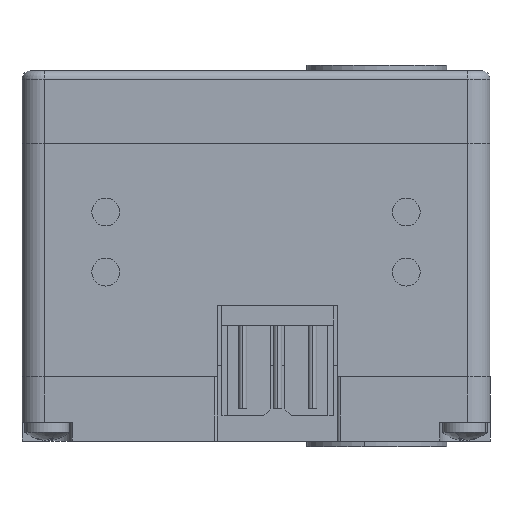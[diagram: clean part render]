
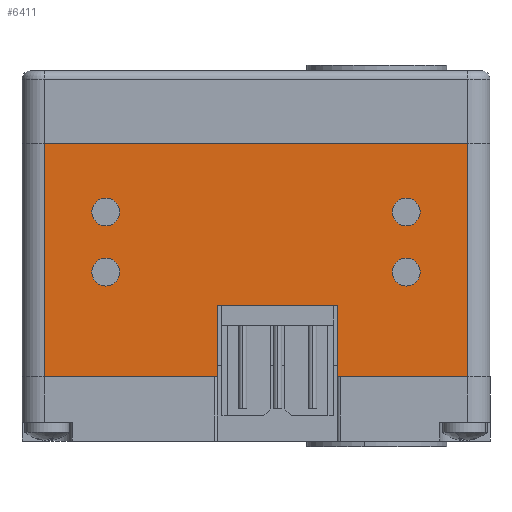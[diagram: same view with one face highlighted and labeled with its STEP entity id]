
A CAD part, front view. The second image highlights one B-rep face of the part: STEP entity #6411.
In plain terms, the highlighted planar face has unit normal (0, -1, 0).
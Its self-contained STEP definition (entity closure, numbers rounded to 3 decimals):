
#354 = LINE ( 'NONE', #15651, #3940 ) ;
#476 = AXIS2_PLACEMENT_3D ( 'NONE', #7570, #10936, #17634 ) ;
#622 = PLANE ( 'NONE',  #7196 ) ;
#832 = ORIENTED_EDGE ( 'NONE', *, *, #19003, .T. ) ;
#1019 = VERTEX_POINT ( 'NONE', #4698 ) ;
#1131 = EDGE_CURVE ( 'NONE', #4765, #19936, #6288, .T. ) ;
#1218 = CARTESIAN_POINT ( 'NONE',  ( 10.75, -10.5, 6.5 ) ) ;
#1506 = ORIENTED_EDGE ( 'NONE', *, *, #17892, .T. ) ;
#1871 = AXIS2_PLACEMENT_3D ( 'NONE', #12394, #12504, #7602 ) ;
#2030 = DIRECTION ( 'NONE',  ( 0., 0., 1. ) ) ;
#2153 = DIRECTION ( 'NONE',  ( 0., 0., 1. ) ) ;
#2179 = EDGE_LOOP ( 'NONE', ( #11430, #832 ) ) ;
#2276 = CARTESIAN_POINT ( 'NONE',  ( 0., -10.5, 0. ) ) ;
#2392 = VECTOR ( 'NONE', #8936, 1000. ) ;
#2622 = DIRECTION ( 'NONE',  ( 0., -1., 0. ) ) ;
#2666 = CARTESIAN_POINT ( 'NONE',  ( -2.75, -10.5, 5.1 ) ) ;
#2958 = EDGE_LOOP ( 'NONE', ( #14277, #16197 ) ) ;
#2975 = VECTOR ( 'NONE', #7587, 1000. ) ;
#3039 = VECTOR ( 'NONE', #14814, 1000. ) ;
#3323 = EDGE_LOOP ( 'NONE', ( #4985, #11160 ) ) ;
#3481 = CARTESIAN_POINT ( 'NONE',  ( 5.85, -10.5, 5.1 ) ) ;
#3580 = CARTESIAN_POINT ( 'NONE',  ( -10.75, -10.5, 6.5 ) ) ;
#3659 = AXIS2_PLACEMENT_3D ( 'NONE', #11610, #14807, #12944 ) ;
#3710 = FACE_OUTER_BOUND ( 'NONE', #6261, .T. ) ;
#3786 = LINE ( 'NONE', #17743, #16975 ) ;
#3897 = ORIENTED_EDGE ( 'NONE', *, *, #17565, .T. ) ;
#3940 = VECTOR ( 'NONE', #8768, 1000. ) ;
#4301 = DIRECTION ( 'NONE',  ( 0., 0., -1. ) ) ;
#4698 = CARTESIAN_POINT ( 'NONE',  ( -15.15, -10.5, 0. ) ) ;
#4732 = VECTOR ( 'NONE', #2030, 1000. ) ;
#4765 = VERTEX_POINT ( 'NONE', #10499 ) ;
#4799 = VERTEX_POINT ( 'NONE', #5597 ) ;
#4963 = CARTESIAN_POINT ( 'NONE',  ( -10.75, -10.5, 11.8 ) ) ;
#4985 = ORIENTED_EDGE ( 'NONE', *, *, #8327, .F. ) ;
#5092 = CARTESIAN_POINT ( 'NONE',  ( -10.75, -10.5, 12.8 ) ) ;
#5151 = CARTESIAN_POINT ( 'NONE',  ( 5.85, -10.5, 0. ) ) ;
#5197 = VERTEX_POINT ( 'NONE', #14654 ) ;
#5323 = CARTESIAN_POINT ( 'NONE',  ( 15.15, -10.5, 18. ) ) ;
#5451 = FACE_BOUND ( 'NONE', #11742, .T. ) ;
#5574 = EDGE_CURVE ( 'NONE', #13464, #1019, #17253, .T. ) ;
#5597 = CARTESIAN_POINT ( 'NONE',  ( 15.15, -10.5, 16.7 ) ) ;
#5779 = VERTEX_POINT ( 'NONE', #3481 ) ;
#5856 = ORIENTED_EDGE ( 'NONE', *, *, #20639, .T. ) ;
#5922 = DIRECTION ( 'NONE',  ( 0., 0., -1. ) ) ;
#5938 = AXIS2_PLACEMENT_3D ( 'NONE', #15381, #10541, #2153 ) ;
#6191 = ORIENTED_EDGE ( 'NONE', *, *, #13357, .T. ) ;
#6261 = EDGE_LOOP ( 'NONE', ( #5856, #6191, #14660, #15055, #19203, #18486, #12691, #19015 ) ) ;
#6288 = CIRCLE ( 'NONE', #5938, 1. ) ;
#6411 = ADVANCED_FACE ( 'NONE', ( #8821, #15607, #13634, #5451, #3710 ), #622, .T. ) ;
#6423 = DIRECTION ( 'NONE',  ( 0., 0., 1. ) ) ;
#6807 = LINE ( 'NONE', #18494, #16387 ) ;
#6933 = DIRECTION ( 'NONE',  ( 0., 0., 1. ) ) ;
#7125 = VERTEX_POINT ( 'NONE', #15915 ) ;
#7196 = AXIS2_PLACEMENT_3D ( 'NONE', #15507, #10453, #8716 ) ;
#7570 = CARTESIAN_POINT ( 'NONE',  ( -10.75, -10.5, 11.8 ) ) ;
#7587 = DIRECTION ( 'NONE',  ( -1., 0., 0. ) ) ;
#7602 = DIRECTION ( 'NONE',  ( 0., 0., 1. ) ) ;
#7744 = CARTESIAN_POINT ( 'NONE',  ( 10.75, -10.5, 11.8 ) ) ;
#7794 = CIRCLE ( 'NONE', #10930, 1. ) ;
#8327 = EDGE_CURVE ( 'NONE', #19789, #21355, #16887, .T. ) ;
#8716 = DIRECTION ( 'NONE',  ( 0., 0., -1. ) ) ;
#8768 = DIRECTION ( 'NONE',  ( -1., 0., 0. ) ) ;
#8821 = FACE_BOUND ( 'NONE', #3323, .T. ) ;
#8936 = DIRECTION ( 'NONE',  ( -1., 0., 0. ) ) ;
#9162 = CIRCLE ( 'NONE', #17195, 1. ) ;
#10453 = DIRECTION ( 'NONE',  ( 0., -1., 0. ) ) ;
#10499 = CARTESIAN_POINT ( 'NONE',  ( 10.75, -10.5, 10.8 ) ) ;
#10541 = DIRECTION ( 'NONE',  ( 0., -1., 0. ) ) ;
#10708 = LINE ( 'NONE', #17741, #14452 ) ;
#10902 = EDGE_CURVE ( 'NONE', #5197, #12344, #354, .T. ) ;
#10930 = AXIS2_PLACEMENT_3D ( 'NONE', #7744, #2622, #17701 ) ;
#10936 = DIRECTION ( 'NONE',  ( 0., 1., 0. ) ) ;
#11160 = ORIENTED_EDGE ( 'NONE', *, *, #12080, .F. ) ;
#11181 = DIRECTION ( 'NONE',  ( 0., 0., 1. ) ) ;
#11430 = ORIENTED_EDGE ( 'NONE', *, *, #17641, .T. ) ;
#11501 = DIRECTION ( 'NONE',  ( 0., 1., 0. ) ) ;
#11516 = DIRECTION ( 'NONE',  ( 0., -1., 0. ) ) ;
#11610 = CARTESIAN_POINT ( 'NONE',  ( -10.75, -10.5, 7.5 ) ) ;
#11742 = EDGE_LOOP ( 'NONE', ( #1506, #3897 ) ) ;
#12080 = EDGE_CURVE ( 'NONE', #21355, #19789, #9162, .T. ) ;
#12178 = VERTEX_POINT ( 'NONE', #15564 ) ;
#12344 = VERTEX_POINT ( 'NONE', #5151 ) ;
#12358 = EDGE_CURVE ( 'NONE', #19936, #4765, #7794, .T. ) ;
#12394 = CARTESIAN_POINT ( 'NONE',  ( 10.75, -10.5, 7.5 ) ) ;
#12504 = DIRECTION ( 'NONE',  ( 0., -1., 0. ) ) ;
#12640 = DIRECTION ( 'NONE',  ( 0., 1., 0. ) ) ;
#12691 = ORIENTED_EDGE ( 'NONE', *, *, #17852, .T. ) ;
#12944 = DIRECTION ( 'NONE',  ( 0., 0., 1. ) ) ;
#13078 = CIRCLE ( 'NONE', #3659, 1. ) ;
#13173 = VERTEX_POINT ( 'NONE', #5092 ) ;
#13357 = EDGE_CURVE ( 'NONE', #4799, #7125, #18958, .T. ) ;
#13464 = VERTEX_POINT ( 'NONE', #17976 ) ;
#13634 = FACE_BOUND ( 'NONE', #2179, .T. ) ;
#13723 = CIRCLE ( 'NONE', #18618, 1. ) ;
#14277 = ORIENTED_EDGE ( 'NONE', *, *, #1131, .F. ) ;
#14452 = VECTOR ( 'NONE', #5922, 1000. ) ;
#14527 = AXIS2_PLACEMENT_3D ( 'NONE', #19437, #12640, #6423 ) ;
#14654 = CARTESIAN_POINT ( 'NONE',  ( 15.15, -10.5, 0. ) ) ;
#14660 = ORIENTED_EDGE ( 'NONE', *, *, #21430, .T. ) ;
#14807 = DIRECTION ( 'NONE',  ( 0., 1., 0. ) ) ;
#14814 = DIRECTION ( 'NONE',  ( -1., 0., 0. ) ) ;
#14879 = CIRCLE ( 'NONE', #14527, 1. ) ;
#15055 = ORIENTED_EDGE ( 'NONE', *, *, #5574, .F. ) ;
#15381 = CARTESIAN_POINT ( 'NONE',  ( 10.75, -10.5, 11.8 ) ) ;
#15507 = CARTESIAN_POINT ( 'NONE',  ( 0., -10.5, 18. ) ) ;
#15564 = CARTESIAN_POINT ( 'NONE',  ( -10.75, -10.5, 10.8 ) ) ;
#15607 = FACE_BOUND ( 'NONE', #2958, .T. ) ;
#15651 = CARTESIAN_POINT ( 'NONE',  ( 0., -10.5, 0. ) ) ;
#15915 = CARTESIAN_POINT ( 'NONE',  ( -15.15, -10.5, 16.7 ) ) ;
#16197 = ORIENTED_EDGE ( 'NONE', *, *, #12358, .F. ) ;
#16387 = VECTOR ( 'NONE', #20359, 1000. ) ;
#16398 = CARTESIAN_POINT ( 'NONE',  ( 10.75, -10.5, 12.8 ) ) ;
#16887 = CIRCLE ( 'NONE', #1871, 1. ) ;
#16975 = VECTOR ( 'NONE', #4301, 1000. ) ;
#16976 = VERTEX_POINT ( 'NONE', #20449 ) ;
#17195 = AXIS2_PLACEMENT_3D ( 'NONE', #20174, #11516, #6933 ) ;
#17253 = LINE ( 'NONE', #2276, #2392 ) ;
#17565 = EDGE_CURVE ( 'NONE', #13173, #12178, #13723, .T. ) ;
#17634 = DIRECTION ( 'NONE',  ( 0., 0., 1. ) ) ;
#17641 = EDGE_CURVE ( 'NONE', #20631, #16976, #13078, .T. ) ;
#17701 = DIRECTION ( 'NONE',  ( 0., 0., 1. ) ) ;
#17741 = CARTESIAN_POINT ( 'NONE',  ( 5.85, -10.5, 5.1 ) ) ;
#17743 = CARTESIAN_POINT ( 'NONE',  ( -2.75, -10.5, 5.1 ) ) ;
#17852 = EDGE_CURVE ( 'NONE', #5779, #12344, #10708, .T. ) ;
#17892 = EDGE_CURVE ( 'NONE', #12178, #13173, #21444, .T. ) ;
#17976 = CARTESIAN_POINT ( 'NONE',  ( -2.75, -10.5, 0. ) ) ;
#18196 = CARTESIAN_POINT ( 'NONE',  ( 0., -10.5, 5.1 ) ) ;
#18486 = ORIENTED_EDGE ( 'NONE', *, *, #19467, .F. ) ;
#18494 = CARTESIAN_POINT ( 'NONE',  ( -15.15, -10.5, 0. ) ) ;
#18618 = AXIS2_PLACEMENT_3D ( 'NONE', #4963, #11501, #11181 ) ;
#18958 = LINE ( 'NONE', #19064, #2975 ) ;
#19003 = EDGE_CURVE ( 'NONE', #16976, #20631, #14879, .T. ) ;
#19015 = ORIENTED_EDGE ( 'NONE', *, *, #10902, .F. ) ;
#19064 = CARTESIAN_POINT ( 'NONE',  ( 0., -10.5, 16.7 ) ) ;
#19200 = VERTEX_POINT ( 'NONE', #2666 ) ;
#19203 = ORIENTED_EDGE ( 'NONE', *, *, #19281, .F. ) ;
#19281 = EDGE_CURVE ( 'NONE', #19200, #13464, #3786, .T. ) ;
#19437 = CARTESIAN_POINT ( 'NONE',  ( -10.75, -10.5, 7.5 ) ) ;
#19467 = EDGE_CURVE ( 'NONE', #5779, #19200, #19818, .T. ) ;
#19789 = VERTEX_POINT ( 'NONE', #1218 ) ;
#19818 = LINE ( 'NONE', #18196, #3039 ) ;
#19936 = VERTEX_POINT ( 'NONE', #16398 ) ;
#20174 = CARTESIAN_POINT ( 'NONE',  ( 10.75, -10.5, 7.5 ) ) ;
#20249 = CARTESIAN_POINT ( 'NONE',  ( 10.75, -10.5, 8.5 ) ) ;
#20304 = LINE ( 'NONE', #5323, #4732 ) ;
#20359 = DIRECTION ( 'NONE',  ( 0., 0., -1. ) ) ;
#20449 = CARTESIAN_POINT ( 'NONE',  ( -10.75, -10.5, 8.5 ) ) ;
#20631 = VERTEX_POINT ( 'NONE', #3580 ) ;
#20639 = EDGE_CURVE ( 'NONE', #5197, #4799, #20304, .T. ) ;
#21355 = VERTEX_POINT ( 'NONE', #20249 ) ;
#21430 = EDGE_CURVE ( 'NONE', #7125, #1019, #6807, .T. ) ;
#21444 = CIRCLE ( 'NONE', #476, 1. ) ;
